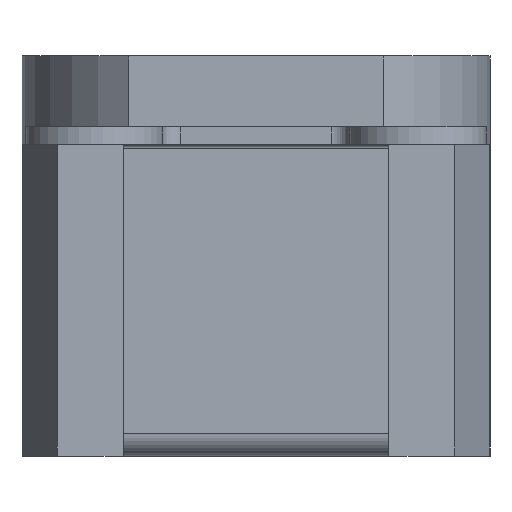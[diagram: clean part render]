
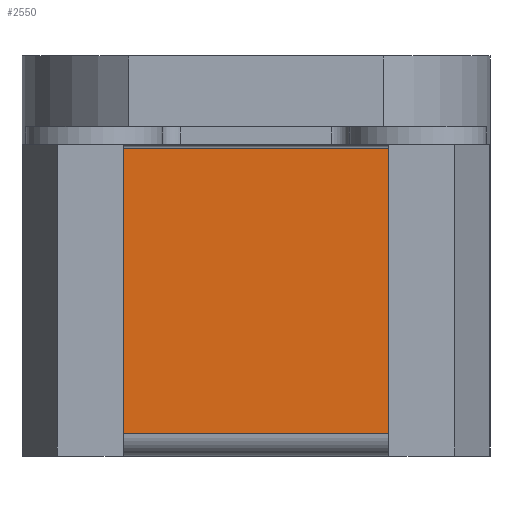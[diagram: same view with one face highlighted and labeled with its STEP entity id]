
A CAD part, front view. The second image highlights one B-rep face of the part: STEP entity #2550.
In plain terms, the highlighted planar face has unit normal (0, -1, 0).
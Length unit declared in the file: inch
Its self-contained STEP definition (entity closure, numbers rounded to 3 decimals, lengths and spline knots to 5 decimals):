
#145=FACE_OUTER_BOUND('',#291,.T.);
#291=EDGE_LOOP('',(#1737,#1738,#1739,#1740));
#451=LINE('',#3726,#694);
#465=LINE('',#3777,#708);
#472=LINE('',#3793,#715);
#473=LINE('',#3795,#716);
#694=VECTOR('',#3026,0.805);
#708=VECTOR('',#3070,0.805);
#715=VECTOR('',#3095,0.75);
#716=VECTOR('',#3098,0.75);
#1058=VERTEX_POINT('',#3723);
#1059=VERTEX_POINT('',#3725);
#1080=VERTEX_POINT('',#3774);
#1081=VERTEX_POINT('',#3776);
#1302=EDGE_CURVE('',#1058,#1059,#451,.T.);
#1330=EDGE_CURVE('',#1081,#1080,#465,.T.);
#1338=EDGE_CURVE('',#1058,#1081,#472,.T.);
#1339=EDGE_CURVE('',#1059,#1080,#473,.T.);
#1737=ORIENTED_EDGE('',*,*,#1330,.T.);
#1738=ORIENTED_EDGE('',*,*,#1339,.F.);
#1739=ORIENTED_EDGE('',*,*,#1302,.F.);
#1740=ORIENTED_EDGE('',*,*,#1338,.T.);
#2332=PLANE('',#2755);
#2550=ADVANCED_FACE('',(#145),#2332,.F.);
#2755=AXIS2_PLACEMENT_3D('',#3794,#3096,#3097);
#3026=DIRECTION('',(0.,0.,-1.));
#3070=DIRECTION('',(0.,0.,-1.));
#3095=DIRECTION('',(-1.,0.,0.));
#3096=DIRECTION('center_axis',(0.,1.,0.));
#3097=DIRECTION('ref_axis',(0.,0.,1.));
#3098=DIRECTION('',(-1.,0.,0.));
#3723=CARTESIAN_POINT('',(0.375,-1.37,-0.2625));
#3725=CARTESIAN_POINT('',(0.375,-1.37,-1.0675));
#3726=CARTESIAN_POINT('',(0.375,-1.37,-0.2625));
#3774=CARTESIAN_POINT('',(-0.375,-1.37,-1.0675));
#3776=CARTESIAN_POINT('',(-0.375,-1.37,-0.2625));
#3777=CARTESIAN_POINT('',(-0.375,-1.37,-0.2625));
#3793=CARTESIAN_POINT('',(0.375,-1.37,-0.2625));
#3794=CARTESIAN_POINT('Origin',(0.375,-1.37,-0.2625));
#3795=CARTESIAN_POINT('',(0.375,-1.37,-1.0675));
